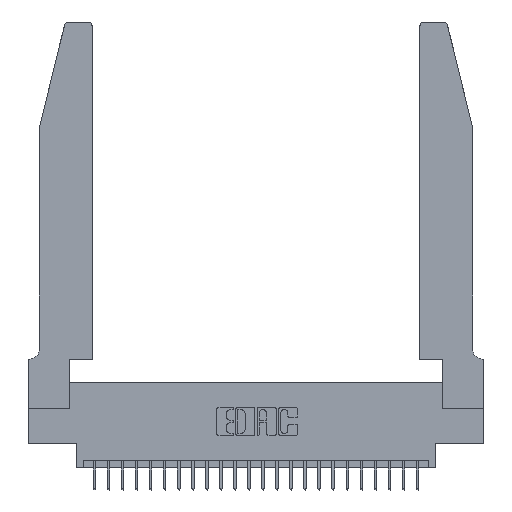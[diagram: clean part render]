
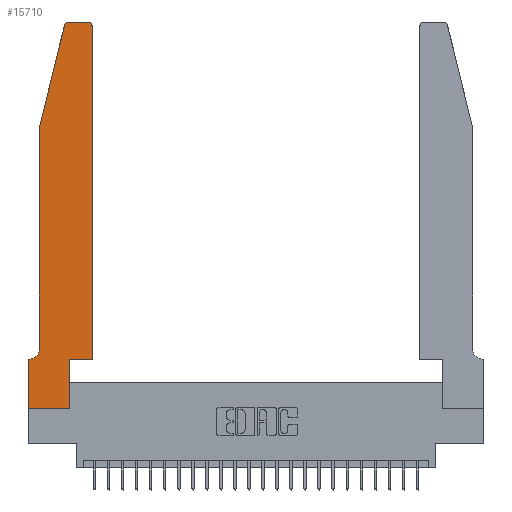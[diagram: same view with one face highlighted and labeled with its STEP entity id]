
A CAD part, top view. The second image highlights one B-rep face of the part: STEP entity #15710.
In plain terms, the highlighted planar face has unit normal (0, 0, 1).
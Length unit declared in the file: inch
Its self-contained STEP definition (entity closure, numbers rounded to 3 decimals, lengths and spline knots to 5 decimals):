
#322 = CARTESIAN_POINT ( 'NONE',  ( 0.4505, 0.35, 0.37 ) ) ;
#333 = CIRCLE ( 'NONE', #19271, 0.03 ) ;
#482 = FACE_OUTER_BOUND ( 'NONE', #16858, .T. ) ;
#574 = VECTOR ( 'NONE', #6837, 39.37008 ) ;
#967 = EDGE_CURVE ( 'NONE', #4558, #20608, #20591, .T. ) ;
#2456 = CIRCLE ( 'NONE', #18554, 0.07 ) ;
#2858 = EDGE_CURVE ( 'NONE', #3596, #21866, #16092, .T. ) ;
#3453 = EDGE_CURVE ( 'NONE', #20608, #9082, #9408, .T. ) ;
#3596 = VERTEX_POINT ( 'NONE', #19608 ) ;
#3742 = VECTOR ( 'NONE', #13273, 39.37008 ) ;
#3951 = DIRECTION ( 'NONE',  ( 0., 0., 1. ) ) ;
#4031 = CARTESIAN_POINT ( 'NONE',  ( 0.4205, 2.72, 0.37 ) ) ;
#4085 = LINE ( 'NONE', #322, #10436 ) ;
#4160 = PLANE ( 'NONE',  #18977 ) ;
#4246 = EDGE_CURVE ( 'NONE', #9082, #12792, #7499, .T. ) ;
#4558 = VERTEX_POINT ( 'NONE', #5660 ) ;
#5268 = DIRECTION ( 'NONE',  ( 0., 0., -1. ) ) ;
#5660 = CARTESIAN_POINT ( 'NONE',  ( 0., 0.35, 0.37 ) ) ;
#5908 = EDGE_CURVE ( 'NONE', #25119, #25304, #333, .T. ) ;
#6711 = VERTEX_POINT ( 'NONE', #7827 ) ;
#6837 = DIRECTION ( 'NONE',  ( 0., -1., 0. ) ) ;
#6977 = CARTESIAN_POINT ( 'NONE',  ( 0.25487, 2.72718, 0.37 ) ) ;
#7004 = LINE ( 'NONE', #17096, #13346 ) ;
#7155 = VERTEX_POINT ( 'NONE', #20069 ) ;
#7253 = CARTESIAN_POINT ( 'NONE',  ( 0.0055, 0.42, 0.37 ) ) ;
#7264 = ORIENTED_EDGE ( 'NONE', *, *, #14324, .T. ) ;
#7499 = LINE ( 'NONE', #16721, #12251 ) ;
#7827 = CARTESIAN_POINT ( 'NONE',  ( 0.4505, 2.72, 0.37 ) ) ;
#9082 = VERTEX_POINT ( 'NONE', #23713 ) ;
#9092 = EDGE_CURVE ( 'NONE', #12792, #12191, #24337, .T. ) ;
#9368 = EDGE_CURVE ( 'NONE', #6711, #7155, #22123, .T. ) ;
#9408 = LINE ( 'NONE', #21400, #21791 ) ;
#9805 = CARTESIAN_POINT ( 'NONE',  ( 0.0755, 0.42, 0.37 ) ) ;
#10295 = CARTESIAN_POINT ( 'NONE',  ( 0., 0.35, 0.37 ) ) ;
#10436 = VECTOR ( 'NONE', #24190, 39.37008 ) ;
#10912 = ORIENTED_EDGE ( 'NONE', *, *, #967, .T. ) ;
#11040 = VECTOR ( 'NONE', #23180, 39.37008 ) ;
#11216 = CARTESIAN_POINT ( 'NONE',  ( 0.2605, 2.75, 0.37 ) ) ;
#11226 = DIRECTION ( 'NONE',  ( 1., 0., 0. ) ) ;
#12191 = VERTEX_POINT ( 'NONE', #21204 ) ;
#12251 = VECTOR ( 'NONE', #18767, 39.37008 ) ;
#12258 = CARTESIAN_POINT ( 'NONE',  ( 0.0055, 0.35, 0.37 ) ) ;
#12792 = VERTEX_POINT ( 'NONE', #22668 ) ;
#13093 = CARTESIAN_POINT ( 'NONE',  ( 0.0755, 2., 0.37 ) ) ;
#13273 = DIRECTION ( 'NONE',  ( -1., 0., 0. ) ) ;
#13346 = VECTOR ( 'NONE', #21366, 39.37008 ) ;
#13407 = VERTEX_POINT ( 'NONE', #12258 ) ;
#14324 = EDGE_CURVE ( 'NONE', #12191, #6711, #4085, .T. ) ;
#14334 = ORIENTED_EDGE ( 'NONE', *, *, #19513, .T. ) ;
#14569 = ORIENTED_EDGE ( 'NONE', *, *, #25443, .T. ) ;
#15367 = CARTESIAN_POINT ( 'NONE',  ( 0., 0., 0.37 ) ) ;
#15542 = DIRECTION ( 'NONE',  ( -1., 0., 0. ) ) ;
#15710 = ADVANCED_FACE ( 'NONE', ( #482 ), #4160, .T. ) ;
#16092 = LINE ( 'NONE', #13093, #11040 ) ;
#16377 = DIRECTION ( 'NONE',  ( 0., 0., 1. ) ) ;
#16396 = VECTOR ( 'NONE', #22017, 39.37008 ) ;
#16451 = VECTOR ( 'NONE', #21807, 39.37008 ) ;
#16721 = CARTESIAN_POINT ( 'NONE',  ( 0.2865, 0.35, 0.37 ) ) ;
#16858 = EDGE_LOOP ( 'NONE', ( #14569, #22530, #22718, #17599, #17095, #14334, #10912, #25437, #19472, #25301, #7264, #17883 ) ) ;
#16909 = CARTESIAN_POINT ( 'NONE',  ( 0., 0., 0.37 ) ) ;
#17095 = ORIENTED_EDGE ( 'NONE', *, *, #20514, .T. ) ;
#17096 = CARTESIAN_POINT ( 'NONE',  ( 0.0755, 2., 0.37 ) ) ;
#17557 = CARTESIAN_POINT ( 'NONE',  ( 0.0755, 0.35, 0.37 ) ) ;
#17599 = ORIENTED_EDGE ( 'NONE', *, *, #2858, .T. ) ;
#17883 = ORIENTED_EDGE ( 'NONE', *, *, #9368, .T. ) ;
#18315 = LINE ( 'NONE', #11216, #3742 ) ;
#18554 = AXIS2_PLACEMENT_3D ( 'NONE', #7253, #5268, #15542 ) ;
#18767 = DIRECTION ( 'NONE',  ( 0., 1., 0. ) ) ;
#18977 = AXIS2_PLACEMENT_3D ( 'NONE', #10295, #16377, #26118 ) ;
#19074 = DIRECTION ( 'NONE',  ( 1., 0., 0. ) ) ;
#19271 = AXIS2_PLACEMENT_3D ( 'NONE', #20597, #21328, #11226 ) ;
#19472 = ORIENTED_EDGE ( 'NONE', *, *, #4246, .T. ) ;
#19513 = EDGE_CURVE ( 'NONE', #13407, #4558, #26240, .T. ) ;
#19608 = CARTESIAN_POINT ( 'NONE',  ( 0.0755, 2., 0.37 ) ) ;
#20069 = CARTESIAN_POINT ( 'NONE',  ( 0.4205, 2.75, 0.37 ) ) ;
#20084 = DIRECTION ( 'NONE',  ( 1., 0., 0. ) ) ;
#20514 = EDGE_CURVE ( 'NONE', #21866, #13407, #2456, .T. ) ;
#20591 = LINE ( 'NONE', #16909, #574 ) ;
#20597 = CARTESIAN_POINT ( 'NONE',  ( 0.284, 2.72, 0.37 ) ) ;
#20608 = VERTEX_POINT ( 'NONE', #15367 ) ;
#21204 = CARTESIAN_POINT ( 'NONE',  ( 0.4505, 0.35, 0.37 ) ) ;
#21328 = DIRECTION ( 'NONE',  ( 0., 0., 1. ) ) ;
#21366 = DIRECTION ( 'NONE',  ( -0.239, -0.971, 0. ) ) ;
#21400 = CARTESIAN_POINT ( 'NONE',  ( 0., 0., 0.37 ) ) ;
#21791 = VECTOR ( 'NONE', #19074, 39.37008 ) ;
#21807 = DIRECTION ( 'NONE',  ( -1., 0., 0. ) ) ;
#21866 = VERTEX_POINT ( 'NONE', #9805 ) ;
#22017 = DIRECTION ( 'NONE',  ( 1., 0., 0. ) ) ;
#22123 = CIRCLE ( 'NONE', #24637, 0.03 ) ;
#22530 = ORIENTED_EDGE ( 'NONE', *, *, #5908, .T. ) ;
#22668 = CARTESIAN_POINT ( 'NONE',  ( 0.2865, 0.35, 0.37 ) ) ;
#22718 = ORIENTED_EDGE ( 'NONE', *, *, #24222, .T. ) ;
#23180 = DIRECTION ( 'NONE',  ( 0., -1., 0. ) ) ;
#23713 = CARTESIAN_POINT ( 'NONE',  ( 0.2865, 0., 0.37 ) ) ;
#23962 = CARTESIAN_POINT ( 'NONE',  ( 0.4505, 0.35, 0.37 ) ) ;
#24190 = DIRECTION ( 'NONE',  ( 0., 1., 0. ) ) ;
#24222 = EDGE_CURVE ( 'NONE', #25304, #3596, #7004, .T. ) ;
#24337 = LINE ( 'NONE', #23962, #16396 ) ;
#24637 = AXIS2_PLACEMENT_3D ( 'NONE', #4031, #3951, #20084 ) ;
#24658 = CARTESIAN_POINT ( 'NONE',  ( 0.284, 2.75, 0.37 ) ) ;
#25119 = VERTEX_POINT ( 'NONE', #24658 ) ;
#25301 = ORIENTED_EDGE ( 'NONE', *, *, #9092, .T. ) ;
#25304 = VERTEX_POINT ( 'NONE', #6977 ) ;
#25437 = ORIENTED_EDGE ( 'NONE', *, *, #3453, .T. ) ;
#25443 = EDGE_CURVE ( 'NONE', #7155, #25119, #18315, .T. ) ;
#26118 = DIRECTION ( 'NONE',  ( 1., 0., 0. ) ) ;
#26240 = LINE ( 'NONE', #17557, #16451 ) ;
